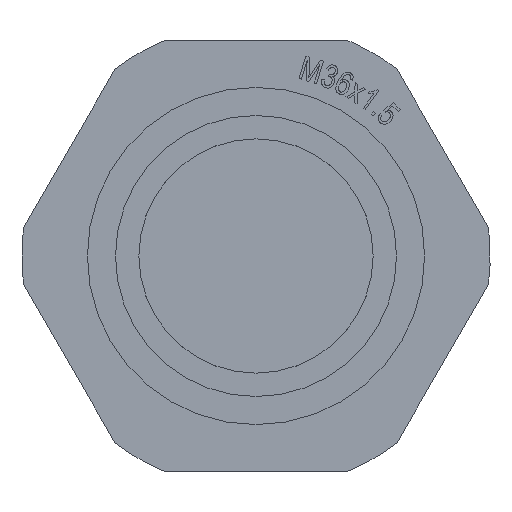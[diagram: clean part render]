
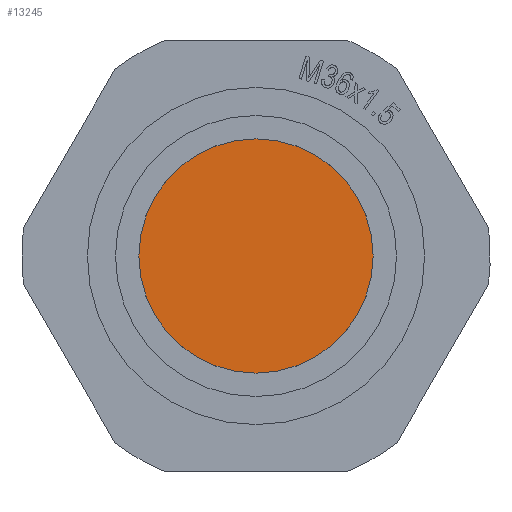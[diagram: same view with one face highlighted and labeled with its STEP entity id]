
A CAD part, front view. The second image highlights one B-rep face of the part: STEP entity #13245.
In plain terms, the highlighted planar face has unit normal (0, -1, 0).
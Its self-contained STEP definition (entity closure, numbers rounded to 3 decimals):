
#740 = AXIS2_PLACEMENT_3D ( 'NONE', #10815, #3074, #12115 ) ;
#1854 = EDGE_CURVE ( 'NONE', #15646, #13786, #14949, .T. ) ;
#2276 = ORIENTED_EDGE ( 'NONE', *, *, #13029, .T. ) ;
#2520 = CARTESIAN_POINT ( 'NONE',  ( 0., 45.2, 0. ) ) ;
#2724 = ORIENTED_EDGE ( 'NONE', *, *, #1854, .T. ) ;
#2875 = DIRECTION ( 'NONE',  ( 0., -1., 0. ) ) ;
#3074 = DIRECTION ( 'NONE',  ( 0., -1., 0. ) ) ;
#5138 = DIRECTION ( 'NONE',  ( -0.895, 0., -0.446 ) ) ;
#7777 = FACE_OUTER_BOUND ( 'NONE', #12928, .T. ) ;
#10078 = AXIS2_PLACEMENT_3D ( 'NONE', #10619, #2875, #11907 ) ;
#10269 = AXIS2_PLACEMENT_3D ( 'NONE', #2520, #12889, #5138 ) ;
#10293 = PLANE ( 'NONE',  #10269 ) ;
#10619 = CARTESIAN_POINT ( 'NONE',  ( 0., 45.2, 0. ) ) ;
#10815 = CARTESIAN_POINT ( 'NONE',  ( 0., 45.2, 0. ) ) ;
#10922 = CARTESIAN_POINT ( 'NONE',  ( 11.231, 45.2, 5.601 ) ) ;
#11907 = DIRECTION ( 'NONE',  ( -0.895, 0., -0.446 ) ) ;
#12115 = DIRECTION ( 'NONE',  ( -0.895, 0., -0.446 ) ) ;
#12889 = DIRECTION ( 'NONE',  ( 0., 1., 0. ) ) ;
#12928 = EDGE_LOOP ( 'NONE', ( #2724, #2276 ) ) ;
#13029 = EDGE_CURVE ( 'NONE', #13786, #15646, #16272, .T. ) ;
#13245 = ADVANCED_FACE ( 'NONE', ( #7777 ), #10293, .F. ) ;
#13786 = VERTEX_POINT ( 'NONE', #15445 ) ;
#14949 = CIRCLE ( 'NONE', #10078, 12.55 ) ;
#15445 = CARTESIAN_POINT ( 'NONE',  ( -11.231, 45.2, -5.601 ) ) ;
#15646 = VERTEX_POINT ( 'NONE', #10922 ) ;
#16272 = CIRCLE ( 'NONE', #740, 12.55 ) ;
